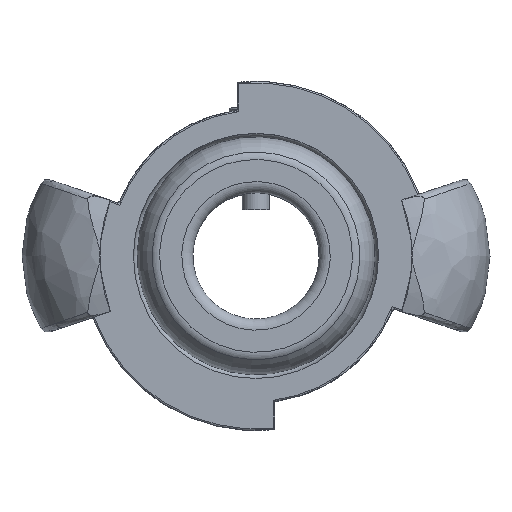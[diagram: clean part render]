
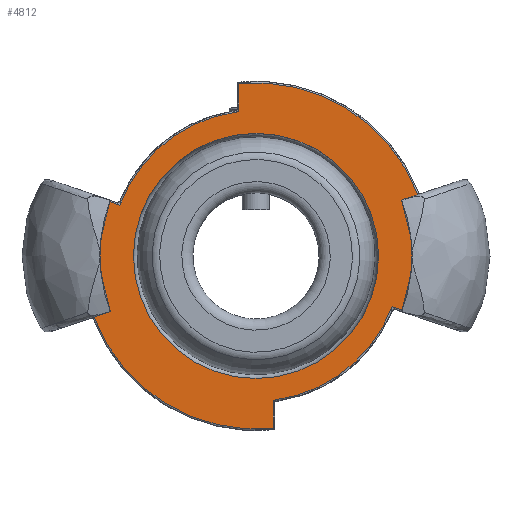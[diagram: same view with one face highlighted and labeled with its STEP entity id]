
A CAD part, top view. The second image highlights one B-rep face of the part: STEP entity #4812.
In plain terms, the highlighted planar face has unit normal (0, 0, 1).
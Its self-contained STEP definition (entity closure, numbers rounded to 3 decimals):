
#196=FACE_BOUND('',#1076,.T.);
#238=PLANE('',#5352);
#792=FACE_OUTER_BOUND('',#1075,.T.);
#1075=EDGE_LOOP('',(#3989,#3990,#3991,#3992,#3993,#3994,#3995,#3996,#3997,
#3998,#3999,#4000,#4001,#4002,#4003,#4004,#4005,#4006,#4007,#4008));
#1076=EDGE_LOOP('',(#4009,#4010));
#1158=LINE('',#7020,#1332);
#1172=LINE('',#7947,#1346);
#1227=LINE('',#9782,#1401);
#1228=LINE('',#9800,#1402);
#1241=LINE('',#10807,#1415);
#1243=LINE('',#10833,#1417);
#1332=VECTOR('',#5575,10.);
#1346=VECTOR('',#5673,10.);
#1401=VECTOR('',#6020,10.);
#1402=VECTOR('',#6047,10.);
#1415=VECTOR('',#6138,10.);
#1417=VECTOR('',#6174,10.);
#1516=CIRCLE('',#5020,19.55);
#1615=CIRCLE('',#5186,0.2);
#1616=CIRCLE('',#5189,0.2);
#1617=CIRCLE('',#5193,25.5);
#1620=CIRCLE('',#5200,0.2);
#1623=CIRCLE('',#5206,25.5);
#1624=CIRCLE('',#5208,0.2);
#1627=CIRCLE('',#5214,0.4);
#1632=CIRCLE('',#5220,23.297);
#1635=CIRCLE('',#5224,0.4);
#1657=CIRCLE('',#5267,0.4);
#1659=CIRCLE('',#5270,19.55);
#1664=CIRCLE('',#5276,23.3);
#1667=CIRCLE('',#5280,0.4);
#1699=CIRCLE('',#5341,16.5);
#1700=CIRCLE('',#5342,16.5);
#1804=VERTEX_POINT('',#6949);
#1808=VERTEX_POINT('',#7010);
#1811=VERTEX_POINT('',#7018);
#1871=VERTEX_POINT('',#7882);
#1876=VERTEX_POINT('',#7945);
#1988=VERTEX_POINT('',#9635);
#1989=VERTEX_POINT('',#9636);
#1991=VERTEX_POINT('',#9643);
#2003=VERTEX_POINT('',#9741);
#2004=VERTEX_POINT('',#9742);
#2007=VERTEX_POINT('',#9753);
#2010=VERTEX_POINT('',#9775);
#2013=VERTEX_POINT('',#9780);
#2014=VERTEX_POINT('',#9787);
#2017=VERTEX_POINT('',#9795);
#2048=VERTEX_POINT('',#10800);
#2051=VERTEX_POINT('',#10805);
#2053=VERTEX_POINT('',#10810);
#2054=VERTEX_POINT('',#10818);
#2057=VERTEX_POINT('',#10826);
#2104=VERTEX_POINT('',#11879);
#2105=VERTEX_POINT('',#11880);
#2267=EDGE_CURVE('',#1808,#1804,#1516,.T.);
#2272=EDGE_CURVE('',#1811,#1804,#1158,.T.);
#2368=EDGE_CURVE('',#1876,#1871,#1172,.T.);
#2558=EDGE_CURVE('',#1988,#1989,#1615,.F.);
#2563=EDGE_CURVE('',#1991,#1876,#1616,.T.);
#2574=EDGE_CURVE('',#1989,#1991,#1617,.T.);
#2582=EDGE_CURVE('',#2003,#2004,#1620,.F.);
#2588=EDGE_CURVE('',#2004,#2007,#1623,.T.);
#2590=EDGE_CURVE('',#2007,#1811,#1624,.T.);
#2597=EDGE_CURVE('',#2013,#2010,#1227,.T.);
#2598=EDGE_CURVE('',#1808,#2013,#1627,.T.);
#2603=EDGE_CURVE('',#2010,#2014,#1632,.T.);
#2606=EDGE_CURVE('',#2014,#2017,#1635,.T.);
#2607=EDGE_CURVE('',#2017,#1988,#1228,.T.);
#2667=EDGE_CURVE('',#2051,#2048,#1241,.T.);
#2669=EDGE_CURVE('',#2053,#2051,#1657,.T.);
#2671=EDGE_CURVE('',#2053,#1871,#1659,.T.);
#2676=EDGE_CURVE('',#2048,#2054,#1664,.T.);
#2679=EDGE_CURVE('',#2054,#2057,#1667,.T.);
#2681=EDGE_CURVE('',#2057,#2003,#1243,.T.);
#2760=EDGE_CURVE('',#2104,#2105,#1699,.T.);
#2761=EDGE_CURVE('',#2105,#2104,#1700,.T.);
#3989=ORIENTED_EDGE('',*,*,#2368,.F.);
#3990=ORIENTED_EDGE('',*,*,#2563,.F.);
#3991=ORIENTED_EDGE('',*,*,#2574,.F.);
#3992=ORIENTED_EDGE('',*,*,#2558,.F.);
#3993=ORIENTED_EDGE('',*,*,#2607,.F.);
#3994=ORIENTED_EDGE('',*,*,#2606,.F.);
#3995=ORIENTED_EDGE('',*,*,#2603,.F.);
#3996=ORIENTED_EDGE('',*,*,#2597,.F.);
#3997=ORIENTED_EDGE('',*,*,#2598,.F.);
#3998=ORIENTED_EDGE('',*,*,#2267,.T.);
#3999=ORIENTED_EDGE('',*,*,#2272,.F.);
#4000=ORIENTED_EDGE('',*,*,#2590,.F.);
#4001=ORIENTED_EDGE('',*,*,#2588,.F.);
#4002=ORIENTED_EDGE('',*,*,#2582,.F.);
#4003=ORIENTED_EDGE('',*,*,#2681,.F.);
#4004=ORIENTED_EDGE('',*,*,#2679,.F.);
#4005=ORIENTED_EDGE('',*,*,#2676,.F.);
#4006=ORIENTED_EDGE('',*,*,#2667,.F.);
#4007=ORIENTED_EDGE('',*,*,#2669,.F.);
#4008=ORIENTED_EDGE('',*,*,#2671,.T.);
#4009=ORIENTED_EDGE('',*,*,#2760,.T.);
#4010=ORIENTED_EDGE('',*,*,#2761,.T.);
#4812=ADVANCED_FACE('',(#792,#196),#238,.F.);
#5020=AXIS2_PLACEMENT_3D('',#7011,#5564,#5565);
#5186=AXIS2_PLACEMENT_3D('',#9637,#5951,#5952);
#5189=AXIS2_PLACEMENT_3D('',#9645,#5960,#5961);
#5193=AXIS2_PLACEMENT_3D('',#9696,#5973,#5974);
#5200=AXIS2_PLACEMENT_3D('',#9743,#5989,#5990);
#5206=AXIS2_PLACEMENT_3D('',#9754,#6003,#6004);
#5208=AXIS2_PLACEMENT_3D('',#9757,#6008,#6009);
#5214=AXIS2_PLACEMENT_3D('',#9784,#6023,#6024);
#5220=AXIS2_PLACEMENT_3D('',#9793,#6035,#6036);
#5224=AXIS2_PLACEMENT_3D('',#9798,#6043,#6044);
#5267=AXIS2_PLACEMENT_3D('',#10812,#6143,#6144);
#5270=AXIS2_PLACEMENT_3D('',#10815,#6149,#6150);
#5276=AXIS2_PLACEMENT_3D('',#10824,#6161,#6162);
#5280=AXIS2_PLACEMENT_3D('',#10830,#6169,#6170);
#5341=AXIS2_PLACEMENT_3D('',#11881,#6311,#6312);
#5342=AXIS2_PLACEMENT_3D('',#11882,#6313,#6314);
#5352=AXIS2_PLACEMENT_3D('',#11897,#6335,#6336);
#5564=DIRECTION('center_axis',(0.,0.,1.));
#5565=DIRECTION('ref_axis',(-1.,0.,0.));
#5575=DIRECTION('',(0.948,-0.319,0.));
#5673=DIRECTION('',(-0.948,0.319,0.));
#5951=DIRECTION('center_axis',(0.,0.,-1.));
#5952=DIRECTION('ref_axis',(-0.901,0.433,0.));
#5960=DIRECTION('center_axis',(0.,0.,1.));
#5961=DIRECTION('ref_axis',(-0.901,-0.433,0.));
#5973=DIRECTION('center_axis',(0.,0.,-1.));
#5974=DIRECTION('ref_axis',(0.,-1.,0.));
#5989=DIRECTION('center_axis',(0.,0.,-1.));
#5990=DIRECTION('ref_axis',(0.901,-0.433,0.));
#6003=DIRECTION('center_axis',(0.,0.,-1.));
#6004=DIRECTION('ref_axis',(0.,-1.,0.));
#6008=DIRECTION('center_axis',(0.,0.,1.));
#6009=DIRECTION('ref_axis',(0.901,0.433,0.));
#6020=DIRECTION('',(0.,1.,0.));
#6023=DIRECTION('center_axis',(0.,0.,1.));
#6024=DIRECTION('ref_axis',(0.753,-0.658,0.));
#6035=DIRECTION('center_axis',(0.,0.,-1.));
#6036=DIRECTION('ref_axis',(0.524,0.852,0.));
#6043=DIRECTION('center_axis',(0.,0.,1.));
#6044=DIRECTION('ref_axis',(-0.425,-0.905,0.));
#6047=DIRECTION('',(0.948,0.319,0.));
#6138=DIRECTION('',(0.,-1.,0.));
#6143=DIRECTION('center_axis',(0.,0.,1.));
#6144=DIRECTION('ref_axis',(-0.753,0.658,0.));
#6149=DIRECTION('center_axis',(0.,0.,1.));
#6150=DIRECTION('ref_axis',(-1.,0.,0.));
#6161=DIRECTION('center_axis',(0.,0.,-1.));
#6162=DIRECTION('ref_axis',(-0.524,-0.852,0.));
#6169=DIRECTION('center_axis',(0.,0.,1.));
#6170=DIRECTION('ref_axis',(0.425,0.905,0.));
#6174=DIRECTION('',(-0.948,-0.319,0.));
#6311=DIRECTION('center_axis',(0.,0.,-1.));
#6312=DIRECTION('ref_axis',(1.,0.,0.));
#6313=DIRECTION('center_axis',(0.,0.,-1.));
#6314=DIRECTION('ref_axis',(1.,0.,0.));
#6335=DIRECTION('center_axis',(0.,0.,-1.));
#6336=DIRECTION('ref_axis',(-1.,0.,0.));
#6949=CARTESIAN_POINT('',(-18.311,6.85,1.162));
#7010=CARTESIAN_POINT('',(-2.646,19.37,1.162));
#7011=CARTESIAN_POINT('Origin',(0.,0.,1.162));
#7018=CARTESIAN_POINT('',(-23.952,8.75,1.162));
#7020=CARTESIAN_POINT('',(-12.261,4.812,1.162));
#7882=CARTESIAN_POINT('',(18.311,-6.85,1.162));
#7945=CARTESIAN_POINT('',(23.952,-8.75,1.162));
#7947=CARTESIAN_POINT('',(16.118,-6.111,1.162));
#9635=CARTESIAN_POINT('',(23.952,8.75,1.162));
#9636=CARTESIAN_POINT('',(23.954,8.745,1.162));
#9637=CARTESIAN_POINT('Origin',(24.141,8.814,1.162));
#9643=CARTESIAN_POINT('',(23.954,-8.745,1.162));
#9645=CARTESIAN_POINT('Origin',(24.141,-8.814,1.162));
#9696=CARTESIAN_POINT('Origin',(0.,0.,1.162));
#9741=CARTESIAN_POINT('',(-23.952,-8.75,1.162));
#9742=CARTESIAN_POINT('',(-23.954,-8.745,1.162));
#9743=CARTESIAN_POINT('Origin',(-24.141,-8.814,1.162));
#9753=CARTESIAN_POINT('',(-23.954,8.745,1.162));
#9754=CARTESIAN_POINT('Origin',(0.,0.,1.162));
#9757=CARTESIAN_POINT('Origin',(-24.141,8.814,1.162));
#9775=CARTESIAN_POINT('',(-2.3,23.184,1.162));
#9780=CARTESIAN_POINT('',(-2.3,19.766,1.162));
#9782=CARTESIAN_POINT('',(-2.3,-6.375,1.162));
#9784=CARTESIAN_POINT('Origin',(-2.7,19.766,1.162));
#9787=CARTESIAN_POINT('',(21.729,8.404,1.162));
#9793=CARTESIAN_POINT('Origin',(0.,0.,1.162));
#9795=CARTESIAN_POINT('',(22.23,8.17,1.162));
#9798=CARTESIAN_POINT('Origin',(22.102,8.549,1.162));
#9800=CARTESIAN_POINT('',(7.215,3.112,1.162));
#10800=CARTESIAN_POINT('',(2.3,-23.186,1.162));
#10805=CARTESIAN_POINT('',(2.3,-19.766,1.162));
#10807=CARTESIAN_POINT('',(2.3,-6.375,1.162));
#10810=CARTESIAN_POINT('',(2.646,-19.37,1.162));
#10812=CARTESIAN_POINT('Origin',(2.7,-19.766,1.162));
#10815=CARTESIAN_POINT('Origin',(0.,0.,1.162));
#10818=CARTESIAN_POINT('',(-21.731,-8.405,1.162));
#10824=CARTESIAN_POINT('Origin',(0.,0.,1.162));
#10826=CARTESIAN_POINT('',(-22.232,-8.17,1.162));
#10830=CARTESIAN_POINT('Origin',(-22.104,-8.549,1.162));
#10833=CARTESIAN_POINT('',(-11.072,-4.411,1.162));
#11879=CARTESIAN_POINT('',(16.5,0.,1.162));
#11880=CARTESIAN_POINT('',(-16.5,0.,1.162));
#11881=CARTESIAN_POINT('Origin',(0.,0.,1.162));
#11882=CARTESIAN_POINT('Origin',(0.,0.,1.162));
#11897=CARTESIAN_POINT('Origin',(0.,-12.75,1.162));
